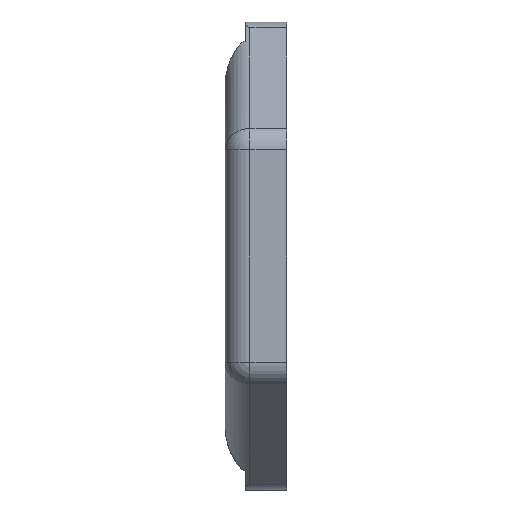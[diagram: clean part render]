
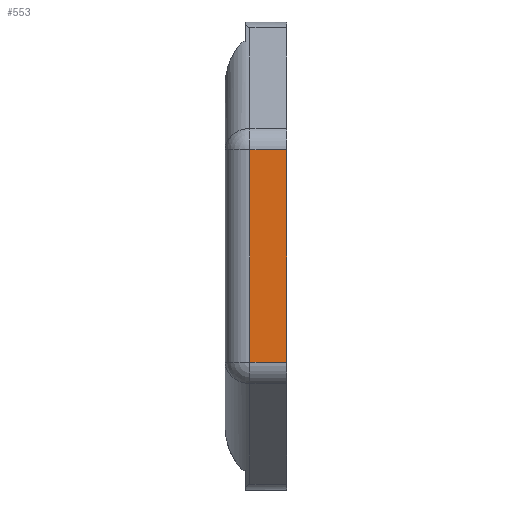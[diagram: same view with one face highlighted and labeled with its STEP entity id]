
A CAD part, left-side view. The second image highlights one B-rep face of the part: STEP entity #553.
In plain terms, the highlighted planar face has unit normal (-1, 0, 0).
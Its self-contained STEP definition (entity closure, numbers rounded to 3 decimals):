
#52 = VERTEX_POINT ( 'NONE', #376 ) ;
#177 = CARTESIAN_POINT ( 'NONE',  ( -16.923, 5., -24.116 ) ) ;
#237 = LINE ( 'NONE', #330, #1023 ) ;
#241 = DIRECTION ( 'NONE',  ( 1., 0., 0. ) ) ;
#246 = CARTESIAN_POINT ( 'NONE',  ( -16.923, 3., -24.116 ) ) ;
#247 = VECTOR ( 'NONE', #707, 1000. ) ;
#282 = VERTEX_POINT ( 'NONE', #309 ) ;
#309 = CARTESIAN_POINT ( 'NONE',  ( -16.923, 0., -6.884 ) ) ;
#330 = CARTESIAN_POINT ( 'NONE',  ( -16.923, 5., -6.884 ) ) ;
#376 = CARTESIAN_POINT ( 'NONE',  ( -16.923, 3., -6.884 ) ) ;
#396 = VECTOR ( 'NONE', #1011, 1000. ) ;
#448 = VERTEX_POINT ( 'NONE', #511 ) ;
#503 = EDGE_LOOP ( 'NONE', ( #1216, #897, #1121, #1352 ) ) ;
#511 = CARTESIAN_POINT ( 'NONE',  ( -16.923, 0., -24.116 ) ) ;
#553 = ADVANCED_FACE ( 'NONE', ( #1295 ), #1088, .F. ) ;
#685 = VECTOR ( 'NONE', #1264, 1000. ) ;
#693 = DIRECTION ( 'NONE',  ( 0., 0., -1. ) ) ;
#707 = DIRECTION ( 'NONE',  ( 0., -1., 0. ) ) ;
#744 = VERTEX_POINT ( 'NONE', #1014 ) ;
#781 = DIRECTION ( 'NONE',  ( 0., 1., 0. ) ) ;
#811 = LINE ( 'NONE', #1223, #396 ) ;
#855 = LINE ( 'NONE', #246, #685 ) ;
#868 = CARTESIAN_POINT ( 'NONE',  ( -16.923, 5., 0. ) ) ;
#894 = LINE ( 'NONE', #177, #247 ) ;
#897 = ORIENTED_EDGE ( 'NONE', *, *, #1332, .T. ) ;
#1011 = DIRECTION ( 'NONE',  ( 0., 0., 1. ) ) ;
#1014 = CARTESIAN_POINT ( 'NONE',  ( -16.923, 3., -24.116 ) ) ;
#1023 = VECTOR ( 'NONE', #781, 1000. ) ;
#1031 = EDGE_CURVE ( 'NONE', #448, #282, #811, .T. ) ;
#1055 = EDGE_CURVE ( 'NONE', #744, #448, #894, .T. ) ;
#1088 = PLANE ( 'NONE',  #1143 ) ;
#1121 = ORIENTED_EDGE ( 'NONE', *, *, #1055, .T. ) ;
#1143 = AXIS2_PLACEMENT_3D ( 'NONE', #868, #241, #693 ) ;
#1216 = ORIENTED_EDGE ( 'NONE', *, *, #1345, .T. ) ;
#1223 = CARTESIAN_POINT ( 'NONE',  ( -16.923, 0., 0. ) ) ;
#1264 = DIRECTION ( 'NONE',  ( 0., 0., -1. ) ) ;
#1295 = FACE_OUTER_BOUND ( 'NONE', #503, .T. ) ;
#1332 = EDGE_CURVE ( 'NONE', #52, #744, #855, .T. ) ;
#1345 = EDGE_CURVE ( 'NONE', #282, #52, #237, .T. ) ;
#1352 = ORIENTED_EDGE ( 'NONE', *, *, #1031, .T. ) ;
